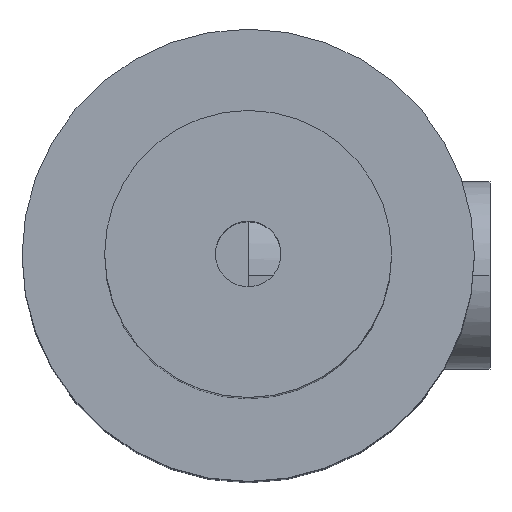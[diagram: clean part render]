
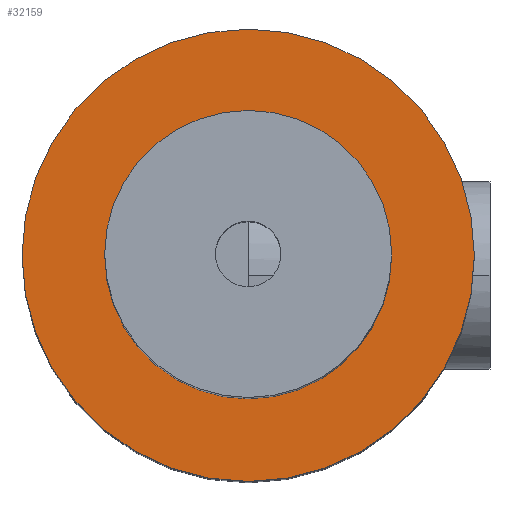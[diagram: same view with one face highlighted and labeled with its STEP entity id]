
A CAD part, top view. The second image highlights one B-rep face of the part: STEP entity #32159.
In plain terms, the highlighted planar face has unit normal (0, 0, 1).
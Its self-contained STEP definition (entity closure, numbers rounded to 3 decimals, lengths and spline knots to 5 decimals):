
#31840=CARTESIAN_POINT('',(0.,0.,-0.08266));
#31841=DIRECTION('',(0.,0.,1.));
#31842=DIRECTION('',(0.,1.,0.));
#31843=AXIS2_PLACEMENT_3D('',#31840,#31841,#31842);
#31849=CARTESIAN_POINT('',(0.,0.,-0.08266));
#31850=DIRECTION('',(0.,0.,-1.));
#31851=DIRECTION('',(0.,1.,0.));
#31852=AXIS2_PLACEMENT_3D('',#31849,#31850,#31851);
#31858=CARTESIAN_POINT('',(0.,0.,-0.08266));
#31859=DIRECTION('',(0.,0.,1.));
#31860=DIRECTION('',(0.,1.,0.));
#31861=AXIS2_PLACEMENT_3D('',#31858,#31859,#31860);
#31863=CARTESIAN_POINT('',(0.,0.,-0.08266));
#31864=DIRECTION('',(0.,0.,-1.));
#31865=DIRECTION('',(0.,1.,0.));
#31866=AXIS2_PLACEMENT_3D('',#31863,#31864,#31865);
#32063=CARTESIAN_POINT('',(0.,0.145,-0.08266));
#32065=VERTEX_POINT('',#32063);
#32066=CARTESIAN_POINT('',(0.,0.092,-0.08266));
#32068=VERTEX_POINT('',#32066);
#32091=CARTESIAN_POINT('',(0.,-0.145,-0.08266));
#32093=VERTEX_POINT('',#32091);
#32094=CARTESIAN_POINT('',(0.,-0.092,-0.08266));
#32096=VERTEX_POINT('',#32094);
#32144=CARTESIAN_POINT('',(0.,0.,-0.08266));
#32145=DIRECTION('',(0.,0.,1.));
#32146=DIRECTION('',(0.,1.,0.));
#32147=AXIS2_PLACEMENT_3D('',#32144,#32145,#32146);
#32148=PLANE('',#32147);
#32150=ORIENTED_EDGE('',*,*,#32149,.F.);
#32152=ORIENTED_EDGE('',*,*,#32151,.T.);
#32153=EDGE_LOOP('',(#32150,#32152));
#32154=FACE_OUTER_BOUND('',#32153,.F.);
#32155=ORIENTED_EDGE('',*,*,#32137,.F.);
#32156=ORIENTED_EDGE('',*,*,#32126,.T.);
#32157=EDGE_LOOP('',(#32155,#32156));
#32158=FACE_BOUND('',#32157,.F.);
#32159=ADVANCED_FACE('',(#32154,#32158),#32148,.T.);
#31844=CIRCLE('',#31843,0.092);
#31853=CIRCLE('',#31852,0.092);
#31862=CIRCLE('',#31861,0.145);
#31867=CIRCLE('',#31866,0.145);
#32126=EDGE_CURVE('',#32068,#32096,#31844,.T.);
#32137=EDGE_CURVE('',#32068,#32096,#31853,.T.);
#32149=EDGE_CURVE('',#32065,#32093,#31862,.T.);
#32151=EDGE_CURVE('',#32065,#32093,#31867,.T.);
